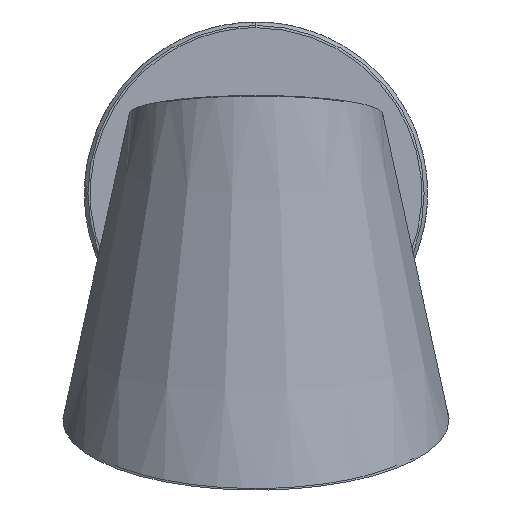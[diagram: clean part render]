
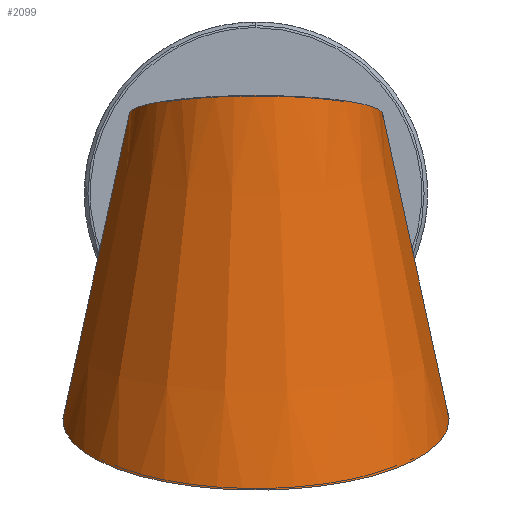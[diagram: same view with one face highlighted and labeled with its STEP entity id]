
A CAD part, top view. The second image highlights one B-rep face of the part: STEP entity #2099.
In plain terms, the highlighted conical face has half-angle 12 degrees and reference radius 43.087 mm.
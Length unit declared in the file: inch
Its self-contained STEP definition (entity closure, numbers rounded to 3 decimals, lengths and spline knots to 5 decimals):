
#46 =( BOUNDED_CURVE ( )  B_SPLINE_CURVE ( 3, ( #816, #1057, #1769, #2037, #1777, #2016, #2975 ),
 .UNSPECIFIED., .F., .T. ) 
 B_SPLINE_CURVE_WITH_KNOTS ( ( 4, 3, 4 ),
 ( 4.68237, 6.28319, 7.884 ),
 .UNSPECIFIED. ) 
 CURVE ( )  GEOMETRIC_REPRESENTATION_ITEM ( )  RATIONAL_B_SPLINE_CURVE ( ( 1., 0.798, 0.798, 1., 0.798, 0.798, 1. ) ) 
 REPRESENTATION_ITEM ( '' )  );
#98 = CARTESIAN_POINT ( 'NONE',  ( -2.32646, -3.54669, 21.77672 ) ) ;
#160 = CARTESIAN_POINT ( 'NONE',  ( -2.81202, -5.7725, 21.26286 ) ) ;
#247 = VERTEX_POINT ( 'NONE', #484 ) ;
#409 = CARTESIAN_POINT ( 'NONE',  ( 0., -0.65823, 22.44358 ) ) ;
#457 = ORIENTED_EDGE ( 'NONE', *, *, #587, .F. ) ;
#484 = CARTESIAN_POINT ( 'NONE',  ( -1.84091, -1.32089, 22.29059 ) ) ;
#522 = CARTESIAN_POINT ( 'NONE',  ( 1.58522, -0.862, 25.65037 ) ) ;
#584 = FACE_OUTER_BOUND ( 'NONE', #1321, .T. ) ;
#587 = EDGE_CURVE ( 'NONE', #1633, #247, #610, .T. ) ;
#610 =( BOUNDED_CURVE ( )  B_SPLINE_CURVE ( 3, ( #778, #522, #2467, #1970 ),
 .UNSPECIFIED., .F., .T. ) 
 B_SPLINE_CURVE_WITH_KNOTS ( ( 4, 4 ),
 ( 1.65153, 4.63165 ),
 .UNSPECIFIED. ) 
 CURVE ( )  GEOMETRIC_REPRESENTATION_ITEM ( )  RATIONAL_B_SPLINE_CURVE ( ( 1., 0.387, 0.387, 1. ) ) 
 REPRESENTATION_ITEM ( '' )  );
#636 = DIRECTION ( 'NONE',  ( 0., 0.225, -0.974 ) ) ;
#684 = ORIENTED_EDGE ( 'NONE', *, *, #2490, .F. ) ;
#778 = CARTESIAN_POINT ( 'NONE',  ( 1.84091, -1.32089, 22.29059 ) ) ;
#816 = CARTESIAN_POINT ( 'NONE',  ( 2.81202, -5.7725, 21.26286 ) ) ;
#829 = AXIS2_PLACEMENT_3D ( 'NONE', #409, #882, #636 ) ;
#882 = DIRECTION ( 'NONE',  ( 0., -0.974, -0.225 ) ) ;
#1011 = VERTEX_POINT ( 'NONE', #160 ) ;
#1036 = LINE ( 'NONE', #98, #2494 ) ;
#1057 = CARTESIAN_POINT ( 'NONE',  ( 2.86266, -6.38424, 22.85349 ) ) ;
#1220 = ORIENTED_EDGE ( 'NONE', *, *, #1282, .F. ) ;
#1282 = EDGE_CURVE ( 'NONE', #247, #1011, #1036, .T. ) ;
#1304 = EDGE_CURVE ( 'NONE', #1402, #1011, #46, .T. ) ;
#1321 = EDGE_LOOP ( 'NONE', ( #457, #684, #1328, #1220 ) ) ;
#1328 = ORIENTED_EDGE ( 'NONE', *, *, #1304, .T. ) ;
#1402 = VERTEX_POINT ( 'NONE', #1921 ) ;
#1588 = VECTOR ( 'NONE', #2296, 39.37008 ) ;
#1633 = VERTEX_POINT ( 'NONE', #3038 ) ;
#1769 = CARTESIAN_POINT ( 'NONE',  ( 1.68747, -6.82344, 23.9955 ) ) ;
#1777 = CARTESIAN_POINT ( 'NONE',  ( -1.68747, -6.82344, 23.9955 ) ) ;
#1839 = CARTESIAN_POINT ( 'NONE',  ( 2.32646, -3.54669, 21.77672 ) ) ;
#1921 = CARTESIAN_POINT ( 'NONE',  ( 2.81202, -5.7725, 21.26286 ) ) ;
#1970 = CARTESIAN_POINT ( 'NONE',  ( -1.84091, -1.32089, 22.29059 ) ) ;
#2016 = CARTESIAN_POINT ( 'NONE',  ( -2.86266, -6.38424, 22.85349 ) ) ;
#2037 = CARTESIAN_POINT ( 'NONE',  ( 0., -6.82344, 23.9955 ) ) ;
#2099 = ADVANCED_FACE ( 'NONE', ( #584 ), #2789, .F. ) ;
#2296 = DIRECTION ( 'NONE',  ( -0.208, 0.953, 0.22 ) ) ;
#2306 = LINE ( 'NONE', #1839, #1588 ) ;
#2467 = CARTESIAN_POINT ( 'NONE',  ( -1.58522, -0.862, 25.65037 ) ) ;
#2490 = EDGE_CURVE ( 'NONE', #1402, #1633, #2306, .T. ) ;
#2494 = VECTOR ( 'NONE', #2505, 39.37008 ) ;
#2505 = DIRECTION ( 'NONE',  ( -0.208, -0.953, -0.22 ) ) ;
#2789 = CONICAL_SURFACE ( 'NONE', #829, 1.69635, 0.209 ) ;
#2975 = CARTESIAN_POINT ( 'NONE',  ( -2.81202, -5.7725, 21.26286 ) ) ;
#3038 = CARTESIAN_POINT ( 'NONE',  ( 1.84091, -1.32089, 22.29059 ) ) ;
